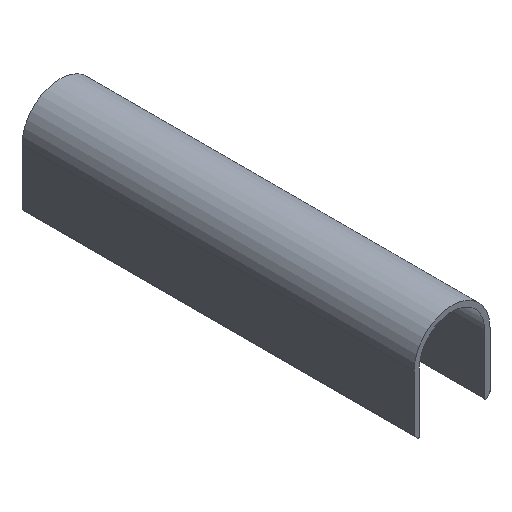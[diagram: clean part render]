
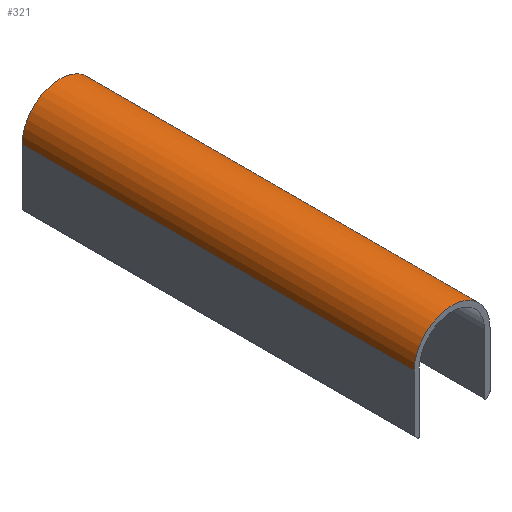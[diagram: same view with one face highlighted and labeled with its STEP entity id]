
A CAD part, isometric view. The second image highlights one B-rep face of the part: STEP entity #321.
In plain terms, the highlighted cylindrical face has radius 14.732 mm (diameter 29.464 mm), a partial arc.
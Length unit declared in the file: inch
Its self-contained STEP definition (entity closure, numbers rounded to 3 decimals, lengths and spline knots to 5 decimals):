
#258=CARTESIAN_POINT('',(3.75476,11.17729,0.4275));
#259=VERTEX_POINT('',#258);
#266=CARTESIAN_POINT('',(3.75476,5.17729,0.4275));
#267=VERTEX_POINT('',#266);
#268=CARTESIAN_POINT('',(3.75476,5.17729,0.4275));
#269=DIRECTION('',(0.,1.,0.));
#270=VECTOR('',#269,1.);
#271=LINE('',#268,#270);
#272=EDGE_CURVE('',#267,#259,#271,.T.);
#289=CARTESIAN_POINT('',(2.59476,11.17729,0.4275));
#290=VERTEX_POINT('',#289);
#291=CARTESIAN_POINT('',(3.17476,11.17729,0.4275));
#292=DIRECTION('',(0.,-1.,0.));
#293=DIRECTION('',(1.,0.,0.));
#294=AXIS2_PLACEMENT_3D('',#291,#292,#293);
#295=CIRCLE('',#294,0.58);
#296=EDGE_CURVE('',#259,#290,#295,.T.);
#297=ORIENTED_EDGE('',*,*,#296,.T.);
#298=CARTESIAN_POINT('',(2.59476,5.17729,0.4275));
#299=VERTEX_POINT('',#298);
#300=CARTESIAN_POINT('',(2.59476,5.17729,0.4275));
#301=DIRECTION('',(0.,1.,0.));
#302=VECTOR('',#301,1.);
#303=LINE('',#300,#302);
#304=EDGE_CURVE('',#299,#290,#303,.T.);
#305=ORIENTED_EDGE('',*,*,#304,.F.);
#306=CARTESIAN_POINT('',(3.17476,5.17729,0.4275));
#307=DIRECTION('',(0.,-1.,0.));
#308=DIRECTION('',(1.,0.,0.));
#309=AXIS2_PLACEMENT_3D('',#306,#307,#308);
#310=CIRCLE('',#309,0.58);
#311=EDGE_CURVE('',#267,#299,#310,.T.);
#312=ORIENTED_EDGE('',*,*,#311,.F.);
#313=ORIENTED_EDGE('',*,*,#272,.T.);
#314=EDGE_LOOP('',(#297,#305,#312,#313));
#315=FACE_OUTER_BOUND('',#314,.T.);
#316=CARTESIAN_POINT('',(3.17476,5.17729,0.4275));
#317=DIRECTION('',(0.,1.,0.));
#318=DIRECTION('',(0.,0.,-1.));
#319=AXIS2_PLACEMENT_3D('',#316,#317,#318);
#320=CYLINDRICAL_SURFACE('',#319,0.58);
#321=ADVANCED_FACE('',(#315),#320,.T.);
